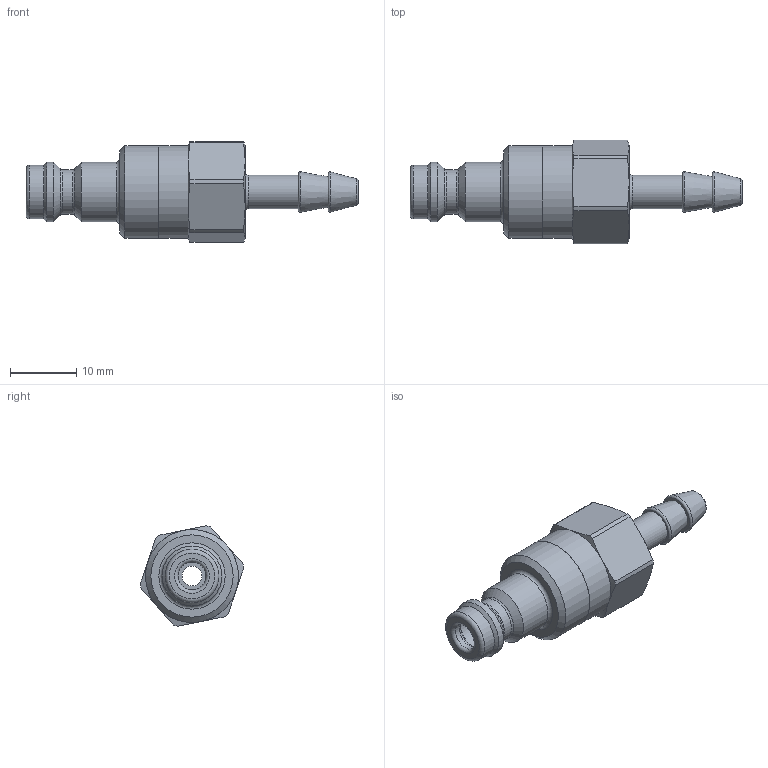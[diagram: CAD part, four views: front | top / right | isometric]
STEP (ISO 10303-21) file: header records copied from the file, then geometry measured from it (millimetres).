
FILE_DESCRIPTION(/* description */ ('SOX21SBXMXX-35397'),/* implementation_level */ '2;1');
FILE_NAME(/* name */ '21sbtf05mpx.stp',/* time_stamp */ '2017-07-17T09:12:40+02:00',/* author */ ('528268'),/* organization */ (''),/* preprocessor_version */ 'ST-DEVELOPER v16.1',/* originating_system */ 'Autodesk Inventor 2016',/* authorisation */ '');
FILE_SCHEMA (('AUTOMOTIVE_DESIGN { 1 0 10303 214 3 1 1 }'));
Length unit declared in the file: millimetre
Products named in the file (3): D102680; GST21F05MXX; 21SBTF05MPX
Assembly tree (2 placements, depth 2):
  21SBTF05MPX
    D102680
    GST21F05MXX
Bounding box: 50 x 15.6 x 15.18 mm (x, y, z)
Volume: 2383.9 mm3; surface area: 3321.9 mm2
Topology: 2 solids, 2 shells, 75 faces, 151 edges, 86 vertices
Faces by surface type: cone 25, cylinder 22, plane 16, torus 12
Full cylindrical faces by diameter (mm): 3 x1, 4.2 x1, 5.05 x1, 5.5 x1, 6.65 x1, 7.2 x1, 8.1 x1, 9 x2, 9.5 x1, 10.45 x1, 11 x1, 11.98 x1, 12 x1, 14 x2
Entity records: 1771 total; most frequent: CARTESIAN_POINT 324, DIRECTION 320, ORIENTED_EDGE 220, AXIS2_PLACEMENT_3D 154, EDGE_LOOP 126, EDGE_CURVE 110, VERTEX_POINT 86, FACE_OUTER_BOUND 75
